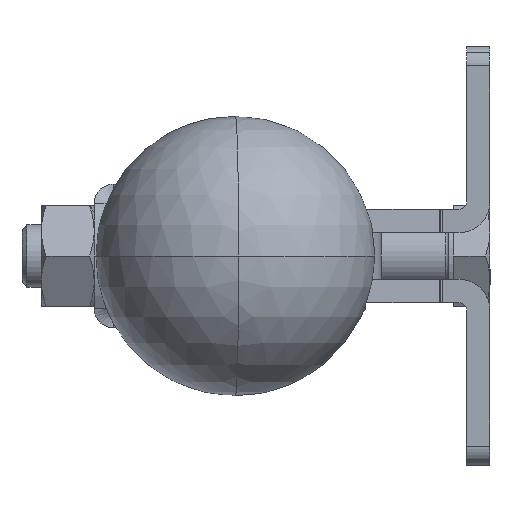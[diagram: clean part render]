
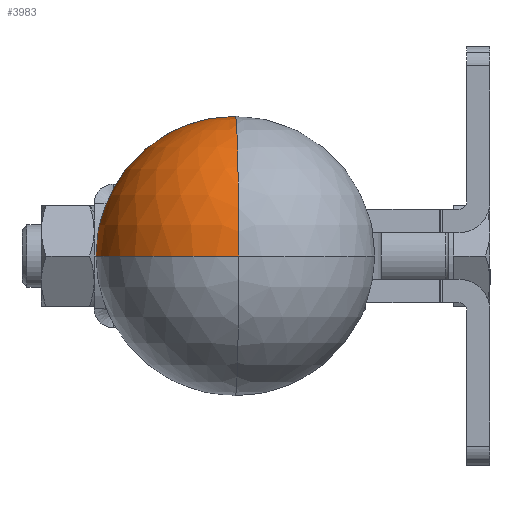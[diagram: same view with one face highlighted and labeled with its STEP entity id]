
A CAD part, left-side view. The second image highlights one B-rep face of the part: STEP entity #3983.
In plain terms, the highlighted spherical face has radius 18 mm.
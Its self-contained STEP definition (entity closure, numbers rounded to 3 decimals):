
#3931=CARTESIAN_POINT('',(-115.526,32.384,-6.));
#3932=VERTEX_POINT('',#3931);
#3951=CARTESIAN_POINT('',(-97.531,32.803,-6.));
#3952=DIRECTION('',(0.0,0.0,1.0));
#3953=DIRECTION('',(-1.,-0.023,0.));
#3954=AXIS2_PLACEMENT_3D('',#3951,#3952,#3953);
#3955=SPHERICAL_SURFACE('',#3954,18.);
#3956=CARTESIAN_POINT('',(-97.531,32.803,12.));
#3957=VERTEX_POINT('',#3956);
#3958=CARTESIAN_POINT('',(-97.531,32.803,-6.));
#3959=DIRECTION('',(-0.023,1.,0.0));
#3960=DIRECTION('',(0.0,0.0,-1.0));
#3961=AXIS2_PLACEMENT_3D('',#3958,#3959,#3960);
#3962=CIRCLE('',#3961,18.);
#3963=EDGE_CURVE('',#3932,#3957,#3962,.T.);
#3964=ORIENTED_EDGE('',*,*,#3963,.T.);
#3965=CARTESIAN_POINT('',(-96.364,50.765,-6.));
#3966=VERTEX_POINT('',#3965);
#3967=CARTESIAN_POINT('',(-97.531,32.803,-6.));
#3968=DIRECTION('',(0.998,-0.065,0.));
#3969=DIRECTION('',(0.065,0.998,0.));
#3970=AXIS2_PLACEMENT_3D('',#3967,#3968,#3969);
#3971=CIRCLE('',#3970,18.);
#3972=EDGE_CURVE('',#3966,#3957,#3971,.T.);
#3973=ORIENTED_EDGE('',*,*,#3972,.F.);
#3974=CARTESIAN_POINT('',(-97.531,32.803,-6.));
#3975=DIRECTION('',(0.,0.,-1.));
#3976=DIRECTION('',(0.023,-1.,0.));
#3977=AXIS2_PLACEMENT_3D('',#3974,#3975,#3976);
#3978=CIRCLE('',#3977,18.);
#3979=EDGE_CURVE('',#3932,#3966,#3978,.T.);
#3980=ORIENTED_EDGE('',*,*,#3979,.F.);
#3981=EDGE_LOOP('',(#3964,#3973,#3980));
#3982=FACE_OUTER_BOUND('',#3981,.T.);
#3983=ADVANCED_FACE('',(#3982),#3955,.T.);
